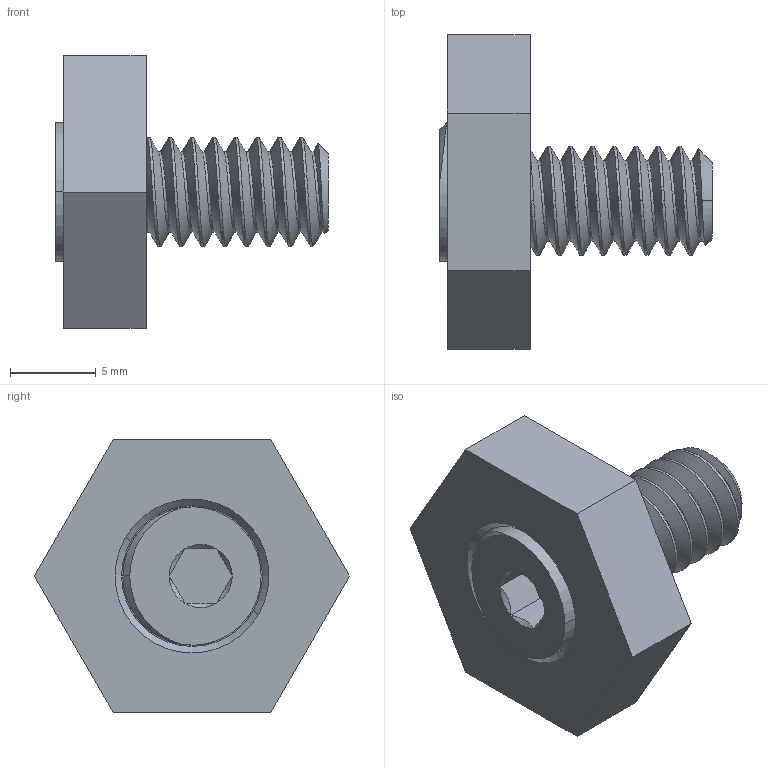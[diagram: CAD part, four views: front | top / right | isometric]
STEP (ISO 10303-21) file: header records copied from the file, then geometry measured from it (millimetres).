
FILE_DESCRIPTION (( 'STEP AP214' ), '1' );
FILE_NAME ('10204.STEP', '2022-08-05T15:49:40', ( '' ), ( '' ), 'SwSTEP 2.0', 'SolidWorks 2021', '' );
FILE_SCHEMA (( 'AUTOMOTIVE_DESIGN' ));
Length unit declared in the file: inch
Products named in the file (3): 10365_10365; 10204; 10582_10582
Assembly tree (2 placements, depth 2):
  10204
    10365_10365
    10582_10582
Bounding box: 15.88 x 18.33 x 15.88 mm (x, y, z)
Volume: 1245.5 mm3; surface area: 1302.8 mm2
Topology: 2 solids, 2 shells, 61 faces, 146 edges, 92 vertices
Faces by surface type: cylinder 26, plane 19, cone 13, bspline 3
Entity records: 3594 total; most frequent: CARTESIAN_POINT 2200, ORIENTED_EDGE 292, DIRECTION 241, EDGE_CURVE 146, VERTEX_POINT 92, AXIS2_PLACEMENT_3D 90, EDGE_LOOP 66, VECTOR 61
